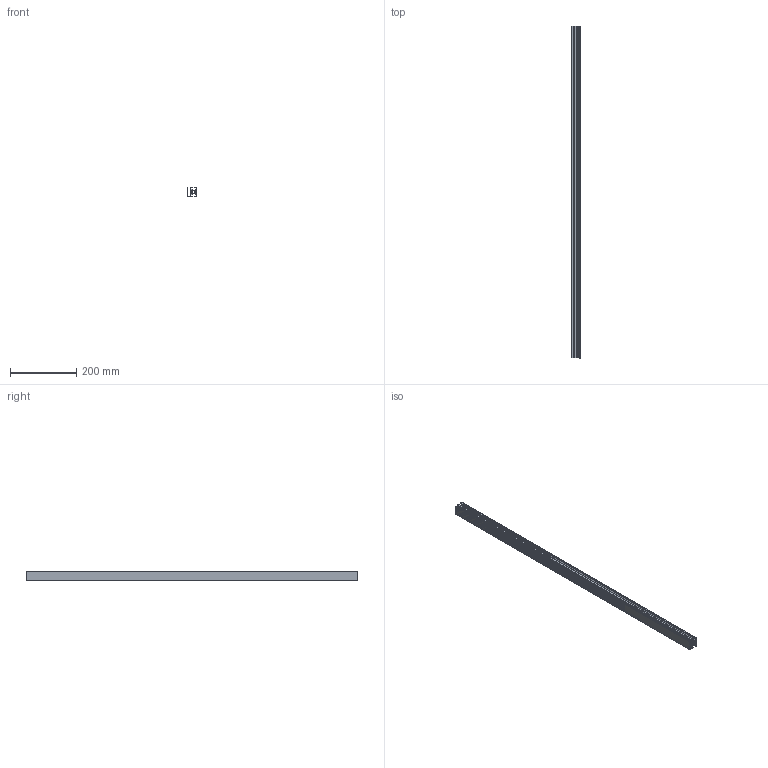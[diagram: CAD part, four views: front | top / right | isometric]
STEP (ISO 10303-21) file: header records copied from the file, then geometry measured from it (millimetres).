
FILE_DESCRIPTION(('STEP AP203'),'1');
FILE_NAME('BASE08B0025.stp','2023-10-13T08:22:27',(' '),(' '),'Spatial InterOp 3D',' ',' ');
FILE_SCHEMA(('CONFIG_CONTROL_DESIGN'));
Length unit declared in the file: millimetre
Products named in the file (1): Profilé 8 30x30 WG40
Bounding box: 30 x 1000 x 30 mm (x, y, z)
Volume: 313280.6 mm3; surface area: 346715.4 mm2
Topology: 1 solids, 1 shells, 169 faces, 501 edges, 334 vertices
Faces by surface type: plane 116, cylinder 53
Entity records: 5775 total; most frequent: CARTESIAN_POINT 1005, ORIENTED_EDGE 1002, DIRECTION 947, EDGE_CURVE 501, LINE 395, VECTOR 395, VERTEX_POINT 334, AXIS2_PLACEMENT_3D 276
